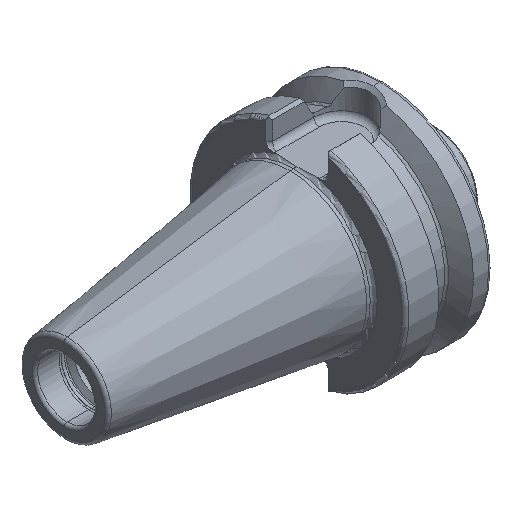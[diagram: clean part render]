
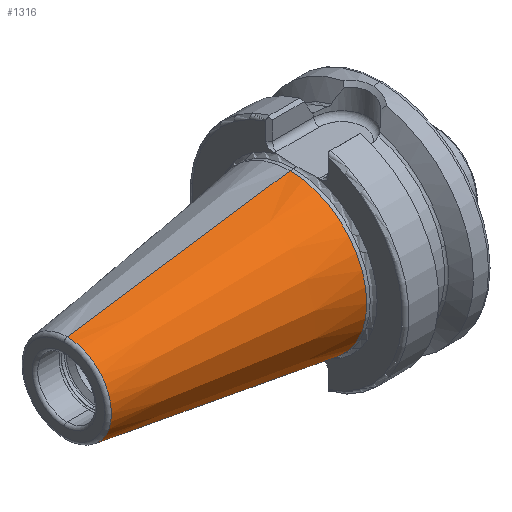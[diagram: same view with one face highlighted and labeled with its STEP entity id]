
A CAD part, isometric view. The second image highlights one B-rep face of the part: STEP entity #1316.
In plain terms, the highlighted conical face has half-angle 8.297 degrees and reference radius 22.225 mm.
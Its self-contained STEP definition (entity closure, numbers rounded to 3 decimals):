
#62 = VERTEX_POINT ( 'NONE', #505 ) ;
#333 = DIRECTION ( 'NONE',  ( 0., 0., -1. ) ) ;
#505 = CARTESIAN_POINT ( 'NONE',  ( 0., 0., -22.225 ) ) ;
#547 = EDGE_CURVE ( 'NONE', #4463, #1509, #3332, .T. ) ;
#591 = AXIS2_PLACEMENT_3D ( 'NONE', #2769, #2902, #3002 ) ;
#605 = CARTESIAN_POINT ( 'NONE',  ( 0., 0., 0. ) ) ;
#667 = DIRECTION ( 'NONE',  ( 1., 0., 0. ) ) ;
#1086 = AXIS2_PLACEMENT_3D ( 'NONE', #4583, #4600, #4635 ) ;
#1211 = EDGE_LOOP ( 'NONE', ( #3967, #3463, #3668, #4345 ) ) ;
#1258 = DIRECTION ( 'NONE',  ( 0.99, 0., 0.144 ) ) ;
#1316 = ADVANCED_FACE ( 'NONE', ( #2495 ), #2275, .T. ) ;
#1345 = CIRCLE ( 'NONE', #591, 22.225 ) ;
#1409 = EDGE_CURVE ( 'NONE', #3611, #4463, #2156, .T. ) ;
#1487 = AXIS2_PLACEMENT_3D ( 'NONE', #605, #667, #333 ) ;
#1509 = VERTEX_POINT ( 'NONE', #1547 ) ;
#1547 = CARTESIAN_POINT ( 'NONE',  ( 0., 0., 22.225 ) ) ;
#1601 = EDGE_CURVE ( 'NONE', #3611, #62, #2018, .T. ) ;
#1645 = CARTESIAN_POINT ( 'NONE',  ( -64.544, 0., 12.812 ) ) ;
#1963 = VECTOR ( 'NONE', #2143, 1000. ) ;
#2018 = LINE ( 'NONE', #2079, #1963 ) ;
#2032 = EDGE_CURVE ( 'NONE', #62, #1509, #1345, .T. ) ;
#2079 = CARTESIAN_POINT ( 'NONE',  ( 0., 0., -22.225 ) ) ;
#2143 = DIRECTION ( 'NONE',  ( 0.99, 0., -0.144 ) ) ;
#2156 = CIRCLE ( 'NONE', #1086, 12.812 ) ;
#2275 = CONICAL_SURFACE ( 'NONE', #1487, 22.225, 0.145 ) ;
#2422 = CARTESIAN_POINT ( 'NONE',  ( 0., 0., 22.225 ) ) ;
#2495 = FACE_OUTER_BOUND ( 'NONE', #1211, .T. ) ;
#2769 = CARTESIAN_POINT ( 'NONE',  ( 0., 0., 0. ) ) ;
#2902 = DIRECTION ( 'NONE',  ( -1., 0., 0. ) ) ;
#3002 = DIRECTION ( 'NONE',  ( 0., 0., 1. ) ) ;
#3332 = LINE ( 'NONE', #2422, #5018 ) ;
#3463 = ORIENTED_EDGE ( 'NONE', *, *, #1409, .F. ) ;
#3611 = VERTEX_POINT ( 'NONE', #4850 ) ;
#3668 = ORIENTED_EDGE ( 'NONE', *, *, #1601, .T. ) ;
#3967 = ORIENTED_EDGE ( 'NONE', *, *, #547, .F. ) ;
#4345 = ORIENTED_EDGE ( 'NONE', *, *, #2032, .T. ) ;
#4463 = VERTEX_POINT ( 'NONE', #1645 ) ;
#4583 = CARTESIAN_POINT ( 'NONE',  ( -64.544, 0., 0. ) ) ;
#4600 = DIRECTION ( 'NONE',  ( -1., 0., 0. ) ) ;
#4635 = DIRECTION ( 'NONE',  ( 0., 0., 1. ) ) ;
#4850 = CARTESIAN_POINT ( 'NONE',  ( -64.544, 0., -12.812 ) ) ;
#5018 = VECTOR ( 'NONE', #1258, 1000. ) ;
